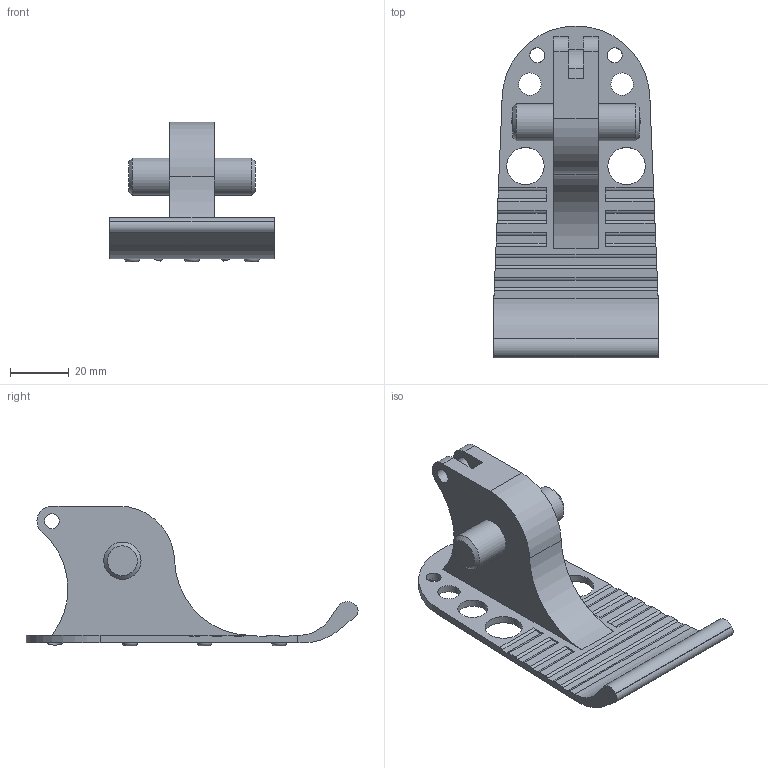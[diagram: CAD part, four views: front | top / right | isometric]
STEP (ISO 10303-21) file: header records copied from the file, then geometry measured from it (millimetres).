
FILE_DESCRIPTION( ( '' ), ' ' );
FILE_NAME( '581785465aa2f4106138e19a.step', '2016-10-31T17:54:14', ( '' ), ( '' ), ' ', ' ', ' ' );
FILE_SCHEMA( ( 'AUTOMOTIVE_DESIGN { 1 0 10303 214 1 1 1 1 }' ) );
Length unit declared in the file: metre
Products named in the file (1): foot
Bounding box: 55.88 x 113 x 47.53 mm (x, y, z)
Volume: 46412 mm3; surface area: 19272.9 mm2
Topology: 1 solids, 1 shells, 97 faces, 267 edges, 182 vertices
Faces by surface type: plane 45, cylinder 39, torus 11, cone 2
Full cylindrical faces by diameter (mm): 5.08 x4, 7.62 x2, 10.16 x2, 12.7 x4
Entity records: 3800 total; most frequent: CARTESIAN_POINT 596, DIRECTION 522, ORIENTED_EDGE 456, EDGE_CURVE 228, AXIS2_PLACEMENT_3D 202, VERTEX_POINT 164, EDGE_LOOP 148, LINE 118
